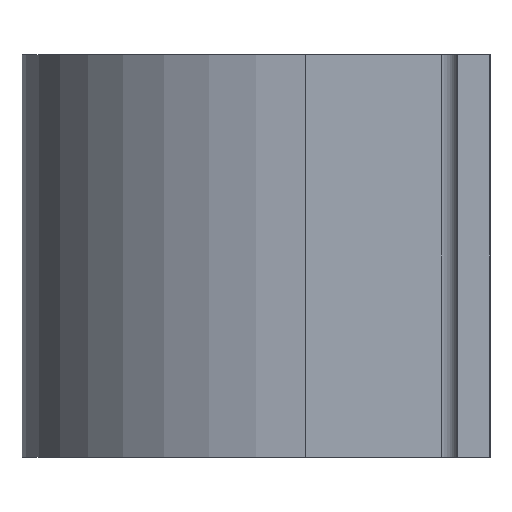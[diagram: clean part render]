
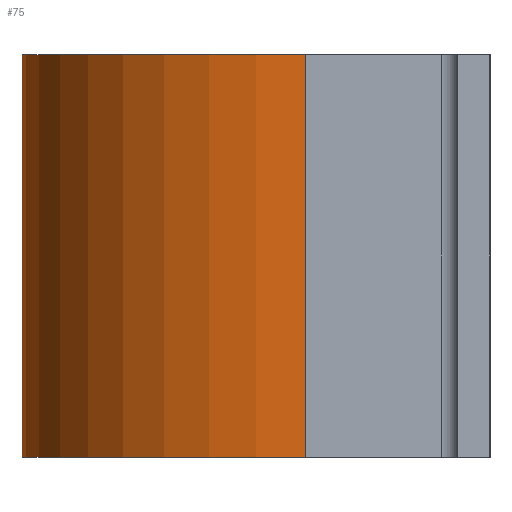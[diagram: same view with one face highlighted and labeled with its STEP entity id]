
A CAD part, left-side view. The second image highlights one B-rep face of the part: STEP entity #75.
In plain terms, the highlighted cylindrical face has radius 13.424 mm (diameter 26.848 mm), a partial arc.
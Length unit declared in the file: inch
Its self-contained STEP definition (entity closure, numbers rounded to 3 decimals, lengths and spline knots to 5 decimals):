
#64 = EDGE_CURVE ( 'NONE', #520, #396, #86, .T. ) ;
#69 = LINE ( 'NONE', #379, #348 ) ;
#73 = CARTESIAN_POINT ( 'NONE',  ( 1.9335, 0.3435, -0.375 ) ) ;
#75 = ADVANCED_FACE ( 'NONE', ( #102 ), #106, .T. ) ;
#86 = LINE ( 'NONE', #275, #94 ) ;
#94 = VECTOR ( 'NONE', #241, 39.37008 ) ;
#102 = FACE_OUTER_BOUND ( 'NONE', #503, .T. ) ;
#106 = CYLINDRICAL_SURFACE ( 'NONE', #542, 0.5285 ) ;
#111 = CIRCLE ( 'NONE', #512, 0.5285 ) ;
#124 = ORIENTED_EDGE ( 'NONE', *, *, #217, .F. ) ;
#126 = DIRECTION ( 'NONE',  ( -1., 0., 0. ) ) ;
#130 = CARTESIAN_POINT ( 'NONE',  ( 0.8765, 0.3435, -0.375 ) ) ;
#137 = EDGE_CURVE ( 'NONE', #167, #520, #111, .T. ) ;
#165 = DIRECTION ( 'NONE',  ( 0., 0., -1. ) ) ;
#167 = VERTEX_POINT ( 'NONE', #293 ) ;
#203 = DIRECTION ( 'NONE',  ( 1., 0., 0. ) ) ;
#216 = CARTESIAN_POINT ( 'NONE',  ( 1.405, 0.3435, -0.375 ) ) ;
#217 = EDGE_CURVE ( 'NONE', #167, #477, #69, .T. ) ;
#219 = DIRECTION ( 'NONE',  ( 0., 0., -1. ) ) ;
#241 = DIRECTION ( 'NONE',  ( 0., 0., -1. ) ) ;
#252 = CARTESIAN_POINT ( 'NONE',  ( 1.9335, 0.3435, 0.375 ) ) ;
#254 = DIRECTION ( 'NONE',  ( 1., 0., 0. ) ) ;
#264 = AXIS2_PLACEMENT_3D ( 'NONE', #216, #500, #254 ) ;
#268 = CIRCLE ( 'NONE', #264, 0.5285 ) ;
#275 = CARTESIAN_POINT ( 'NONE',  ( 1.9335, 0.3435, 0.375 ) ) ;
#293 = CARTESIAN_POINT ( 'NONE',  ( 0.8765, 0.3435, 0.375 ) ) ;
#327 = CARTESIAN_POINT ( 'NONE',  ( 1.405, 0.3435, 0.375 ) ) ;
#348 = VECTOR ( 'NONE', #468, 39.37008 ) ;
#379 = CARTESIAN_POINT ( 'NONE',  ( 0.8765, 0.3435, 0.375 ) ) ;
#396 = VERTEX_POINT ( 'NONE', #73 ) ;
#433 = ORIENTED_EDGE ( 'NONE', *, *, #441, .F. ) ;
#441 = EDGE_CURVE ( 'NONE', #477, #396, #268, .T. ) ;
#463 = CARTESIAN_POINT ( 'NONE',  ( 1.405, 0.3435, 0.375 ) ) ;
#468 = DIRECTION ( 'NONE',  ( 0., 0., -1. ) ) ;
#470 = ORIENTED_EDGE ( 'NONE', *, *, #64, .T. ) ;
#477 = VERTEX_POINT ( 'NONE', #130 ) ;
#500 = DIRECTION ( 'NONE',  ( 0., 0., -1. ) ) ;
#503 = EDGE_LOOP ( 'NONE', ( #433, #124, #538, #470 ) ) ;
#512 = AXIS2_PLACEMENT_3D ( 'NONE', #327, #219, #203 ) ;
#520 = VERTEX_POINT ( 'NONE', #252 ) ;
#538 = ORIENTED_EDGE ( 'NONE', *, *, #137, .T. ) ;
#542 = AXIS2_PLACEMENT_3D ( 'NONE', #463, #165, #126 ) ;
